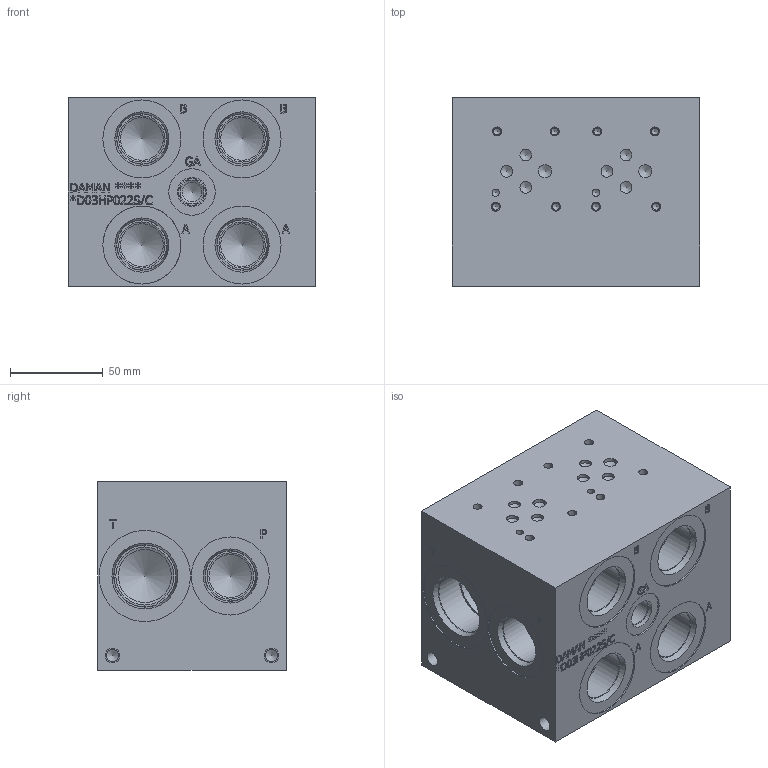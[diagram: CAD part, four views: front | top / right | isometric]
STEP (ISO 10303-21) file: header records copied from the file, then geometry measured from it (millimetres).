
FILE_DESCRIPTION(/* description */ (''),/* implementation_level */ '2;1');
FILE_NAME(/* name */ '_D03HP022S_C.stp',/* time_stamp */ '2022-10-27T15:36:14-04:00',/* author */ ('bobbyh'),/* organization */ (''),/* preprocessor_version */ 'ST-DEVELOPER v18',/* originating_system */ 'Autodesk Inventor 2020',/* authorisation */ '');
FILE_SCHEMA (('AUTOMOTIVE_DESIGN { 1 0 10303 214 3 1 1 }'));
Length unit declared in the file: millimetre
Products named in the file (1): Part_AD03HP022S_3D
Bounding box: 133.35 x 101.6 x 101.6 mm (x, y, z)
Volume: 1155581.5 mm3; surface area: 107130.3 mm2
Topology: 1 solids, 1 shells, 701 faces, 1921 edges, 1301 vertices
Faces by surface type: plane 376, bspline 179, cylinder 85, cone 61
Full cylindrical faces by diameter (mm): 3.785 x8, 3.962 x2, 4.826 x8, 6.35 x6, 6.528 x4, 7.137 x2, 7.925 x4, 10.719 x1, 12.9 x1, 14.275 x1, 15.596 x1, 19.05 x1, 23.012 x6, 24.917 x6, 25.019 x1, 26.99 x6, 27.432 x6, 28.575 x2, 28.62 x1, 31.267 x2, 31.344 x1, 33.34 x3, 33.71 x1, 33.757 x2, 42.037 x6, 44.45 x1, 49.124 x2
Entity records: 23604 total; most frequent: CARTESIAN_POINT 6219, ORIENTED_EDGE 3778, DIRECTION 2900, EDGE_CURVE 1889, VERTEX_POINT 1301, LINE 1208, VECTOR 1208, AXIS2_PLACEMENT_3D 846
